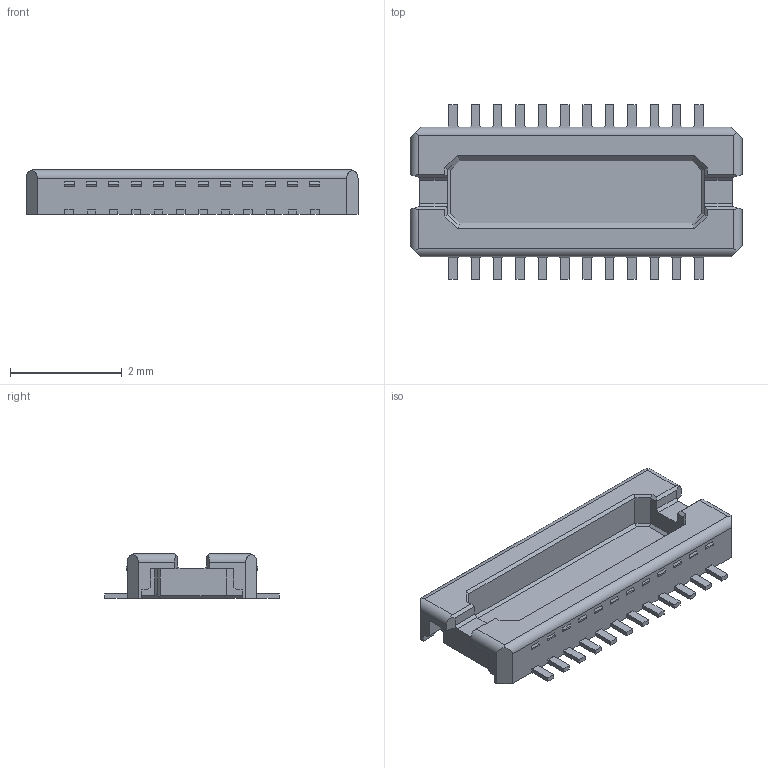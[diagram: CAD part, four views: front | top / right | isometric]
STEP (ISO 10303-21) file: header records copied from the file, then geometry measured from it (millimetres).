
FILE_DESCRIPTION(('Creo Elements/Direct Modeling STEP Export'),'2;1');
FILE_NAME('DF30RC-24DP-0.4V.stp','2021-03-24T13:01:48',(''),(''),'Creo Elements/Direct Modeling STEP processor for AP214 (Solid Model)','Creo Elements/Direct Modeling 19.0F 14-Feb-2017 (C) Parametric Technology GmbH','');
FILE_SCHEMA(('AUTOMOTIVE_DESIGN { 1 0 10303 214 1 1 1 1 }'));
Length unit declared in the file: millimetre
Products named in the file (2): DF30RC-24DP-0_4V
Assembly tree (1 placements, depth 2):
  DF30RC-24DP-0_4V
    DF30RC-24DP-0_4V
Bounding box: 5.94 x 3.12 x 0.8 mm (x, y, z)
Volume: 6.8 mm3; surface area: 52 mm2
Topology: 1 solids, 1 shells, 344 faces, 918 edges, 600 vertices
Faces by surface type: plane 290, cylinder 54
Entity records: 10747 total; most frequent: CARTESIAN_POINT 2172, ORIENTED_EDGE 1836, DIRECTION 1622, EDGE_CURVE 918, VECTOR 802, LINE 802, VERTEX_POINT 600, AXIS2_PLACEMENT_3D 410
